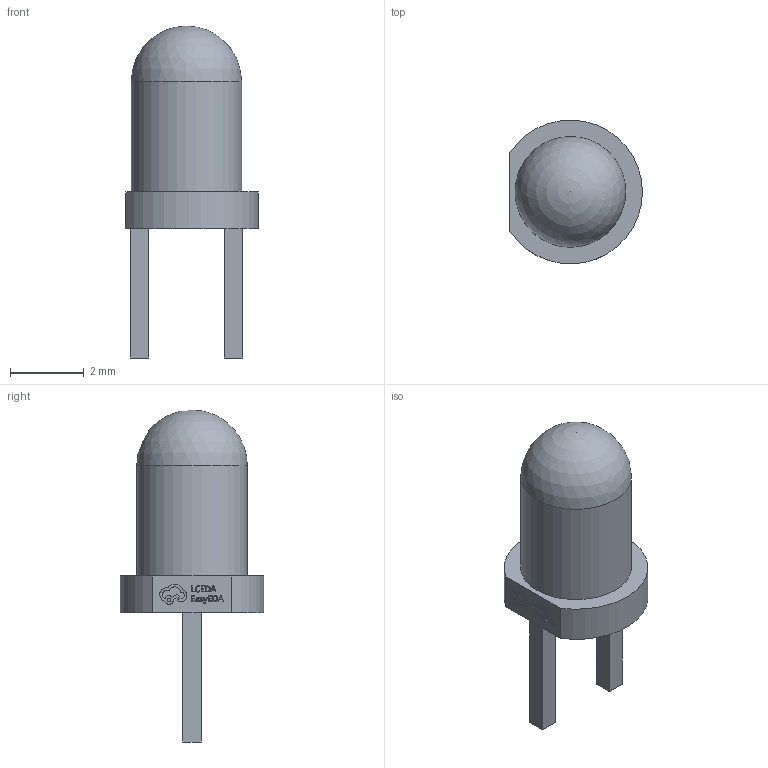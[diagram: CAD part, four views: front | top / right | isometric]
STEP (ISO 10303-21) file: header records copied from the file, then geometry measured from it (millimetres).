
FILE_DESCRIPTION(/* description */ (''),/* implementation_level */ '2;1');
FILE_NAME(/* name */ 'LED_LARGE2.step',/* time_stamp */ '2022-10-03T19:24:17+08:00',/* author */ (''),/* organization */ (''),/* preprocessor_version */ 'ST-DEVELOPER v19',/* originating_system */ 'Autodesk Translation Framework v11.7.0.108',/* authorisation */ '');
FILE_SCHEMA (('AUTOMOTIVE_DESIGN { 1 0 10303 214 3 1 1 }'));
Length unit declared in the file: millimetre
Products named in the file (3): LED1; LED-TH_BD3.9-P2.54-FD; COMPOUND (3)
Assembly tree (2 placements, depth 3):
  LED1
    LED-TH_BD3.9-P2.54-FD
      COMPOUND (3)
Bounding box: 3.6 x 3.9 x 9 mm (x, y, z)
Volume: 44.4 mm3; surface area: 123 mm2
Topology: 4 solids, 4 shells, 263 faces, 704 edges, 469 vertices
Faces by surface type: plane 157, bspline 100, cylinder 3, cone 2, sphere 1
Full cylindrical faces by diameter (mm): 1.449 x1, 3 x1
Entity records: 9125 total; most frequent: CARTESIAN_POINT 2812, ORIENTED_EDGE 1406, DIRECTION 1026, EDGE_CURVE 703, LINE 488, VECTOR 488, VERTEX_POINT 469, EDGE_LOOP 284
